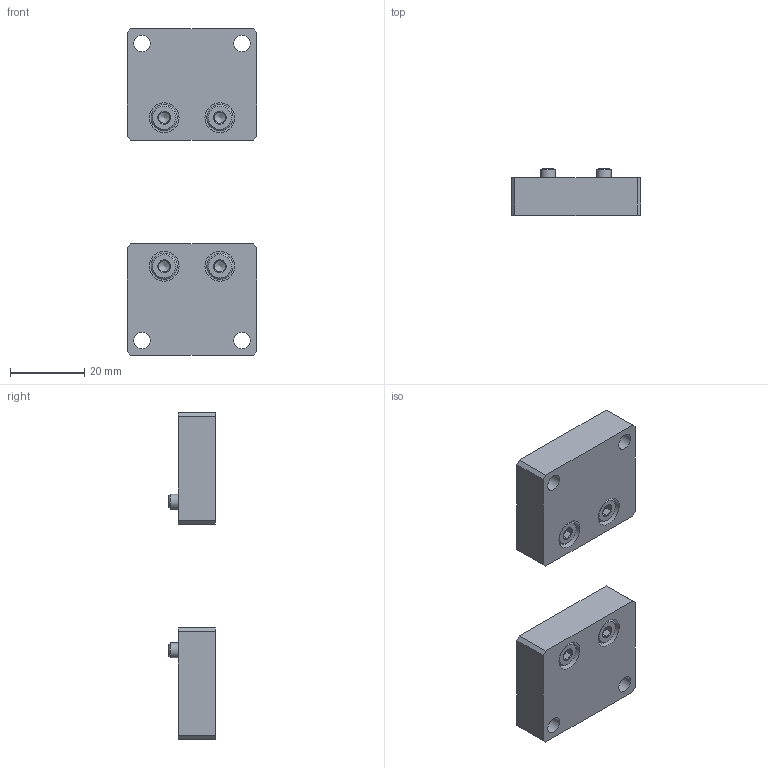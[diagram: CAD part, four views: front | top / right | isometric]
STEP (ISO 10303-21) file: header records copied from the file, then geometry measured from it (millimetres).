
FILE_DESCRIPTION(/* description */ ('STEP AP214'),/* implementation_level */ '2;1');
FILE_NAME(/* name */ '151935_HZB-20',/* time_stamp */ '2024-08-29T13:24:25+02:00',/* author */ ('License CC BY-ND 4.0'),/* organization */ ('CADENAS'),/* preprocessor_version */ 'ST-DEVELOPER v19.3',/* originating_system */ 'PARTsolutions',/* authorisation */ ' ');
FILE_SCHEMA (('AUTOMOTIVE_DESIGN {1 0 10303 214 3 1 1}'));
Length unit declared in the file: millimetre
Products named in the file (3): 151935 HZB-20---(80); 151935 HZB-20---(P1); DIN-912 - M4x8(F)
Assembly tree (6 placements, depth 2):
  151935 HZB-20---(80)
    151935 HZB-20---(P1)  x2
    DIN-912 - M4x8(F)  x4
Bounding box: 35 x 12.6 x 88 mm (x, y, z)
Volume: 20005.2 mm3; surface area: 8923 mm2
Topology: 6 solids, 6 shells, 148 faces, 304 edges, 176 vertices
Faces by surface type: plane 84, cone 44, cylinder 20
Full cylindrical faces by diameter (mm): 4 x4, 4.5 x8, 7 x4, 8 x4
Entity records: 1252 total; most frequent: DIRECTION 212, CARTESIAN_POINT 212, ORIENTED_EDGE 160, AXIS2_PLACEMENT_3D 85, EDGE_CURVE 80, FACE_BOUND 71, EDGE_LOOP 70, VERTEX_POINT 55
